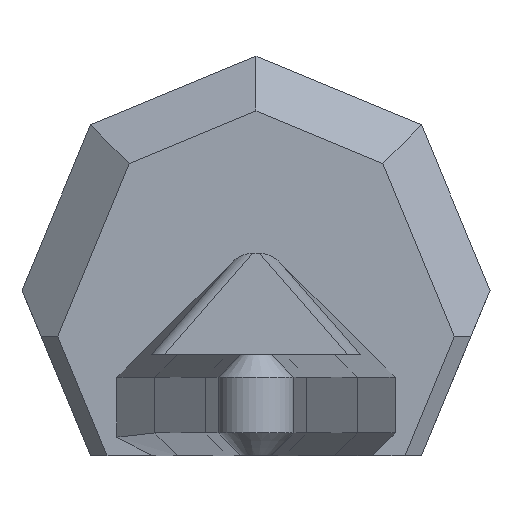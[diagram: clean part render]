
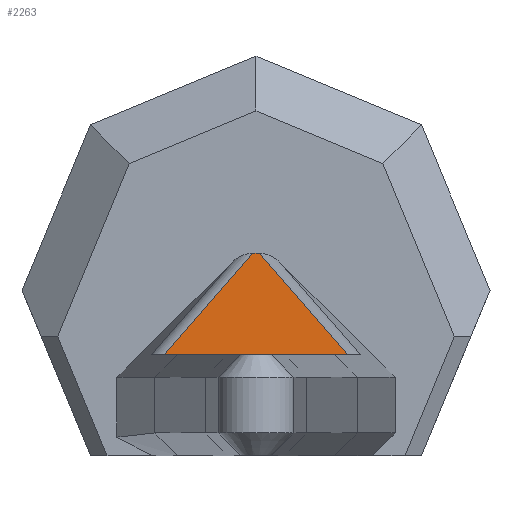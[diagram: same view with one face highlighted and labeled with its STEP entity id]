
A CAD part, left-side view. The second image highlights one B-rep face of the part: STEP entity #2263.
In plain terms, the highlighted planar face has unit normal (-0.342, 0, 0.94).
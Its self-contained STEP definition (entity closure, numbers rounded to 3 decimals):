
#100 = PLANE('',#101);
#101 = AXIS2_PLACEMENT_3D('',#102,#103,#104);
#102 = CARTESIAN_POINT('',(22.,0.,7.013));
#103 = DIRECTION('',(1.,0.,0.));
#104 = DIRECTION('',(0.,0.,1.));
#939 = VERTEX_POINT('',#940);
#940 = CARTESIAN_POINT('',(22.,-0.136,8.));
#955 = CYLINDRICAL_SURFACE('',#956,1.);
#956 = AXIS2_PLACEMENT_3D('',#957,#958,#959);
#957 = CARTESIAN_POINT('',(22.224,-0.173,
    7.017));
#958 = DIRECTION('',(-0.9,-0.286,-0.328));
#959 = DIRECTION('',(-0.342,0.,0.94)
  );
#970 = EDGE_CURVE('',#971,#939,#973,.T.);
#971 = VERTEX_POINT('',#972);
#972 = CARTESIAN_POINT('',(22.,0.136,8.));
#973 = SURFACE_CURVE('',#974,(#978,#985),.PCURVE_S1.);
#974 = LINE('',#975,#976);
#975 = CARTESIAN_POINT('',(22.,4.599,8.));
#976 = VECTOR('',#977,1.);
#977 = DIRECTION('',(0.,-1.,0.));
#978 = PCURVE('',#100,#979);
#979 = DEFINITIONAL_REPRESENTATION('',(#980),#984);
#980 = LINE('',#981,#982);
#981 = CARTESIAN_POINT('',(0.987,-4.599));
#982 = VECTOR('',#983,1.);
#983 = DIRECTION('',(0.,1.));
#984 = ( GEOMETRIC_REPRESENTATION_CONTEXT(2) 
PARAMETRIC_REPRESENTATION_CONTEXT() REPRESENTATION_CONTEXT('2D SPACE',''
  ) );
#985 = PCURVE('',#986,#991);
#986 = PLANE('',#987);
#987 = AXIS2_PLACEMENT_3D('',#988,#989,#990);
#988 = CARTESIAN_POINT('',(16.505,4.599,6.));
#989 = DIRECTION('',(-0.342,0.,0.94)
  );
#990 = DIRECTION('',(0.,1.,0.));
#991 = DEFINITIONAL_REPRESENTATION('',(#992),#996);
#992 = LINE('',#993,#994);
#993 = CARTESIAN_POINT('',(-0.,-5.848));
#994 = VECTOR('',#995,1.);
#995 = DIRECTION('',(-1.,0.));
#996 = ( GEOMETRIC_REPRESENTATION_CONTEXT(2) 
PARAMETRIC_REPRESENTATION_CONTEXT() REPRESENTATION_CONTEXT('2D SPACE',''
  ) );
#1015 = CYLINDRICAL_SURFACE('',#1016,1.);
#1016 = AXIS2_PLACEMENT_3D('',#1017,#1018,#1019);
#1017 = CARTESIAN_POINT('',(22.224,0.173,
    7.017));
#1018 = DIRECTION('',(-0.9,0.286,-0.328));
#1019 = DIRECTION('',(-0.033,0.706,0.707)
  );
#2107 = PLANE('',#2108);
#2108 = AXIS2_PLACEMENT_3D('',#2109,#2110,#2111);
#2109 = CARTESIAN_POINT('',(-52.456,0.,4.));
#2110 = DIRECTION('',(0.,0.,1.));
#2111 = DIRECTION('',(1.,0.,0.));
#2167 = EDGE_CURVE('',#971,#2168,#2170,.T.);
#2168 = VERTEX_POINT('',#2169);
#2169 = CARTESIAN_POINT('',(11.01,3.625,4.));
#2170 = SURFACE_CURVE('',#2171,(#2175,#2182),.PCURVE_S1.);
#2171 = LINE('',#2172,#2173);
#2172 = CARTESIAN_POINT('',(21.882,0.173,
    7.957));
#2173 = VECTOR('',#2174,1.);
#2174 = DIRECTION('',(-0.9,0.286,-0.328));
#2175 = PCURVE('',#1015,#2176);
#2176 = DEFINITIONAL_REPRESENTATION('',(#2177),#2181);
#2177 = LINE('',#2178,#2179);
#2178 = CARTESIAN_POINT('',(-0.829,0.));
#2179 = VECTOR('',#2180,1.);
#2180 = DIRECTION('',(-0.,1.));
#2181 = ( GEOMETRIC_REPRESENTATION_CONTEXT(2) 
PARAMETRIC_REPRESENTATION_CONTEXT() REPRESENTATION_CONTEXT('2D SPACE',''
  ) );
#2182 = PCURVE('',#986,#2183);
#2183 = DEFINITIONAL_REPRESENTATION('',(#2184),#2188);
#2184 = LINE('',#2185,#2186);
#2185 = CARTESIAN_POINT('',(-4.426,-5.722));
#2186 = VECTOR('',#2187,1.);
#2187 = DIRECTION('',(0.286,0.958));
#2188 = ( GEOMETRIC_REPRESENTATION_CONTEXT(2) 
PARAMETRIC_REPRESENTATION_CONTEXT() REPRESENTATION_CONTEXT('2D SPACE',''
  ) );
#2263 = ADVANCED_FACE('',(#2264),#986,.T.);
#2264 = FACE_BOUND('',#2265,.F.);
#2265 = EDGE_LOOP('',(#2266,#2267,#2290,#2311));
#2266 = ORIENTED_EDGE('',*,*,#970,.T.);
#2267 = ORIENTED_EDGE('',*,*,#2268,.T.);
#2268 = EDGE_CURVE('',#939,#2269,#2271,.T.);
#2269 = VERTEX_POINT('',#2270);
#2270 = CARTESIAN_POINT('',(11.01,-3.625,4.));
#2271 = SURFACE_CURVE('',#2272,(#2276,#2283),.PCURVE_S1.);
#2272 = LINE('',#2273,#2274);
#2273 = CARTESIAN_POINT('',(21.882,-0.173,
    7.957));
#2274 = VECTOR('',#2275,1.);
#2275 = DIRECTION('',(-0.9,-0.286,-0.328));
#2276 = PCURVE('',#986,#2277);
#2277 = DEFINITIONAL_REPRESENTATION('',(#2278),#2282);
#2278 = LINE('',#2279,#2280);
#2279 = CARTESIAN_POINT('',(-4.772,-5.722));
#2280 = VECTOR('',#2281,1.);
#2281 = DIRECTION('',(-0.286,0.958));
#2282 = ( GEOMETRIC_REPRESENTATION_CONTEXT(2) 
PARAMETRIC_REPRESENTATION_CONTEXT() REPRESENTATION_CONTEXT('2D SPACE',''
  ) );
#2283 = PCURVE('',#955,#2284);
#2284 = DEFINITIONAL_REPRESENTATION('',(#2285),#2289);
#2285 = LINE('',#2286,#2287);
#2286 = CARTESIAN_POINT('',(-0.,0.));
#2287 = VECTOR('',#2288,1.);
#2288 = DIRECTION('',(-0.,1.));
#2289 = ( GEOMETRIC_REPRESENTATION_CONTEXT(2) 
PARAMETRIC_REPRESENTATION_CONTEXT() REPRESENTATION_CONTEXT('2D SPACE',''
  ) );
#2290 = ORIENTED_EDGE('',*,*,#2291,.F.);
#2291 = EDGE_CURVE('',#2168,#2269,#2292,.T.);
#2292 = SURFACE_CURVE('',#2293,(#2297,#2304),.PCURVE_S1.);
#2293 = LINE('',#2294,#2295);
#2294 = CARTESIAN_POINT('',(11.01,4.599,4.));
#2295 = VECTOR('',#2296,1.);
#2296 = DIRECTION('',(0.,-1.,0.));
#2297 = PCURVE('',#986,#2298);
#2298 = DEFINITIONAL_REPRESENTATION('',(#2299),#2303);
#2299 = LINE('',#2300,#2301);
#2300 = CARTESIAN_POINT('',(0.,5.848));
#2301 = VECTOR('',#2302,1.);
#2302 = DIRECTION('',(-1.,0.));
#2303 = ( GEOMETRIC_REPRESENTATION_CONTEXT(2) 
PARAMETRIC_REPRESENTATION_CONTEXT() REPRESENTATION_CONTEXT('2D SPACE',''
  ) );
#2304 = PCURVE('',#2107,#2305);
#2305 = DEFINITIONAL_REPRESENTATION('',(#2306),#2310);
#2306 = LINE('',#2307,#2308);
#2307 = CARTESIAN_POINT('',(63.466,4.599));
#2308 = VECTOR('',#2309,1.);
#2309 = DIRECTION('',(0.,-1.));
#2310 = ( GEOMETRIC_REPRESENTATION_CONTEXT(2) 
PARAMETRIC_REPRESENTATION_CONTEXT() REPRESENTATION_CONTEXT('2D SPACE',''
  ) );
#2311 = ORIENTED_EDGE('',*,*,#2167,.F.);
